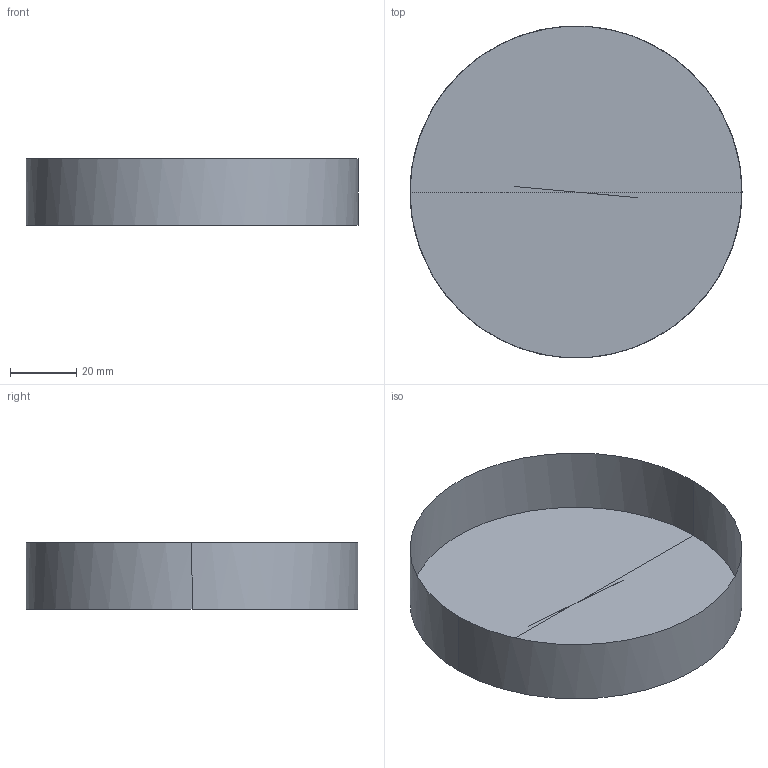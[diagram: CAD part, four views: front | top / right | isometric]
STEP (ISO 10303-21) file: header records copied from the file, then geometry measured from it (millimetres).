
FILE_DESCRIPTION(/* description */ (''),/* implementation_level */ '2;1');
FILE_NAME(/* name */ '174418~1',/* time_stamp */ '2020-05-13T15:35:42+02:00',/* author */ (''),/* organization */ (''),/* preprocessor_version */ 'ST-DEVELOPER v15',/* originating_system */ '',/* authorisation */ '');
FILE_SCHEMA (('AUTOMOTIVE_DESIGN'));
Length unit declared in the file: millimetre
Products named in the file (1): Document
Bounding box: 100 x 99.88 x 20 mm (x, y, z)
Surface area: 14157.1 mm2 (no closed solid volume)
Topology: 0 solids, 1 shells, 4 faces, 10 edges, 5 vertices
Faces by surface type: bspline 4
Entity records: 152 total; most frequent: CARTESIAN_POINT 75, ORIENTED_EDGE 14, EDGE_CURVE 8, VERTEX_POINT 5, ADVANCED_FACE 4, FACE_OUTER_BOUND 4, EDGE_LOOP 4, B_SPLINE_CURVE_WITH_KNOTS 4
